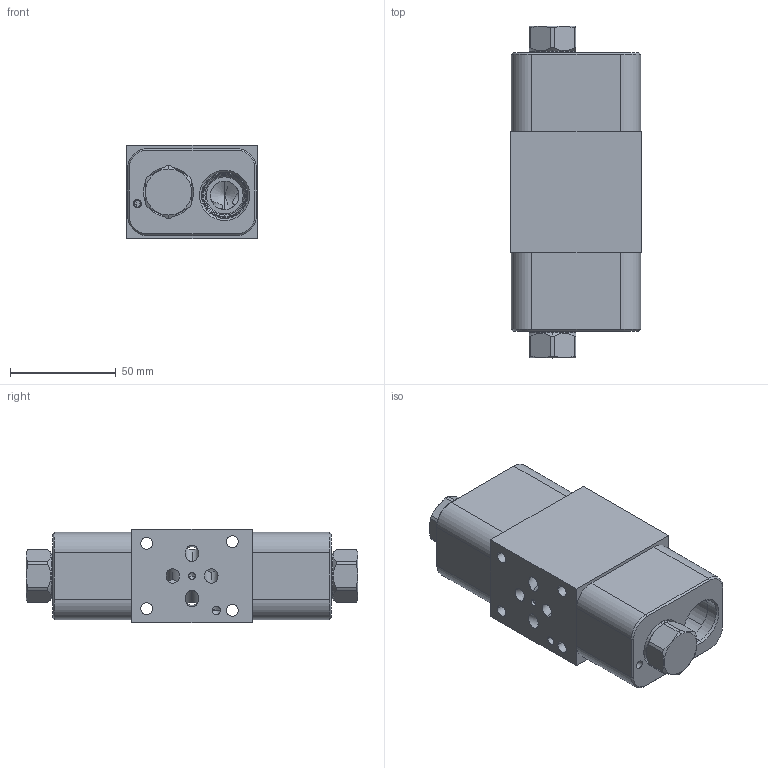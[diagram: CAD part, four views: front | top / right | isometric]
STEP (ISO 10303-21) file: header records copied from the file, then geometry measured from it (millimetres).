
FILE_DESCRIPTION((''),'2;1');
FILE_NAME('MANIFOLD_STP1_ASM','2012-03-14T',('Administrator'),(''),'PRO/ENGINEER BY PARAMETRIC TECHNOLOGY CORPORATION, 2006240','PRO/ENGINEER BY PARAMETRIC TECHNOLOGY CORPORATION, 2006240','');
FILE_SCHEMA(('CONFIG_CONTROL_DESIGN'));
Length unit declared in the file: inch
Products named in the file (3): 151591D_PRT; ASMNAME_CART_PRT; MANIFOLD_STP1_ASM
Assembly tree (2 placements, depth 2):
  MANIFOLD_STP1_ASM
    151591D_PRT
    ASMNAME_CART_PRT
Bounding box: 61.93 x 157.12 x 44.45 mm (x, y, z)
Surface area: 79688.4 mm2 (no closed solid volume)
Topology: 0 solids, 23 shells, 573 faces, 1492 edges, 933 vertices
Faces by surface type: cylinder 281, cone 112, plane 90, torus 56, bspline 20, sphere 14
Entity records: 22703 total; most frequent: CARTESIAN_POINT 8802, DIRECTION 2912, ORIENTED_EDGE 2872, EDGE_CURVE 1462, AXIS2_PLACEMENT_3D 1214, VERTEX_POINT 932, CIRCLE 657, EDGE_LOOP 656
